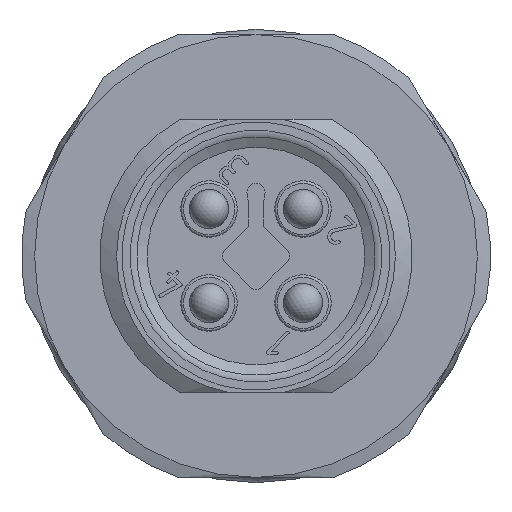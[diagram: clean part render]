
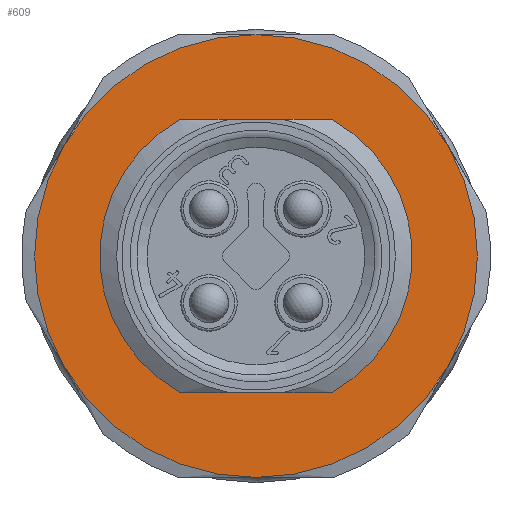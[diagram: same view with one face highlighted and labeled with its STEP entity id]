
A CAD part, left-side view. The second image highlights one B-rep face of the part: STEP entity #609.
In plain terms, the highlighted planar face has unit normal (-1, 0, 0).
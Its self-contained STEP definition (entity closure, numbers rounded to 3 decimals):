
#609=ADVANCED_FACE('',(#1009,#1010),#874,.T.);
#874=PLANE('',#4671);
#1009=FACE_BOUND('',#1140,.T.);
#1010=FACE_BOUND('',#1141,.T.);
#1140=EDGE_LOOP('',(#1702,#1703,#1704,#1705,#1706,#1707));
#1141=EDGE_LOOP('',(#1708,#1709,#1710,#1711));
#1487=CIRCLE('',#4660,6.);
#1489=CIRCLE('',#4663,6.);
#1490=CIRCLE('',#4665,8.5);
#1491=CIRCLE('',#4666,8.5);
#1492=CIRCLE('',#4667,8.5);
#1493=CIRCLE('',#4668,8.5);
#1494=CIRCLE('',#4669,8.5);
#1495=CIRCLE('',#4670,8.5);
#1702=ORIENTED_EDGE('',*,*,#3366,.T.);
#1703=ORIENTED_EDGE('',*,*,#3367,.T.);
#1704=ORIENTED_EDGE('',*,*,#3368,.T.);
#1705=ORIENTED_EDGE('',*,*,#3369,.T.);
#1706=ORIENTED_EDGE('',*,*,#3370,.T.);
#1707=ORIENTED_EDGE('',*,*,#3371,.T.);
#1708=ORIENTED_EDGE('',*,*,#3361,.T.);
#1709=ORIENTED_EDGE('',*,*,#3372,.T.);
#1710=ORIENTED_EDGE('',*,*,#3365,.T.);
#1711=ORIENTED_EDGE('',*,*,#3373,.T.);
#2931=VERTEX_POINT('',#6345);
#2933=VERTEX_POINT('',#6349);
#2935=VERTEX_POINT('',#6354);
#2937=VERTEX_POINT('',#6358);
#2938=VERTEX_POINT('',#6362);
#2939=VERTEX_POINT('',#6363);
#2940=VERTEX_POINT('',#6365);
#2941=VERTEX_POINT('',#6367);
#2942=VERTEX_POINT('',#6369);
#2943=VERTEX_POINT('',#6371);
#3361=EDGE_CURVE('',#2931,#2933,#1487,.T.);
#3365=EDGE_CURVE('',#2935,#2937,#1489,.T.);
#3366=EDGE_CURVE('',#2938,#2939,#1490,.T.);
#3367=EDGE_CURVE('',#2939,#2940,#1491,.T.);
#3368=EDGE_CURVE('',#2940,#2941,#1492,.T.);
#3369=EDGE_CURVE('',#2941,#2942,#1493,.T.);
#3370=EDGE_CURVE('',#2942,#2943,#1494,.T.);
#3371=EDGE_CURVE('',#2943,#2938,#1495,.T.);
#3372=EDGE_CURVE('',#2933,#2935,#3970,.T.);
#3373=EDGE_CURVE('',#2937,#2931,#3971,.T.);
#3970=LINE('',#6373,#4298);
#3971=LINE('',#6374,#4299);
#4298=VECTOR('',#5154,1.);
#4299=VECTOR('',#5155,1.);
#4660=AXIS2_PLACEMENT_3D('',#6350,#5130,#5131);
#4663=AXIS2_PLACEMENT_3D('',#6359,#5138,#5139);
#4665=AXIS2_PLACEMENT_3D('',#6361,#5142,#5143);
#4666=AXIS2_PLACEMENT_3D('',#6364,#5144,#5145);
#4667=AXIS2_PLACEMENT_3D('',#6366,#5146,#5147);
#4668=AXIS2_PLACEMENT_3D('',#6368,#5148,#5149);
#4669=AXIS2_PLACEMENT_3D('',#6370,#5150,#5151);
#4670=AXIS2_PLACEMENT_3D('',#6372,#5152,#5153);
#4671=AXIS2_PLACEMENT_3D('',#6375,#5156,#5157);
#5130=DIRECTION('',(1.,0.,0.));
#5131=DIRECTION('',(0.,0.,1.));
#5138=DIRECTION('',(1.,0.,0.));
#5139=DIRECTION('',(0.,0.,1.));
#5142=DIRECTION('',(-1.,0.,0.));
#5143=DIRECTION('',(0.,0.,1.));
#5144=DIRECTION('',(-1.,0.,0.));
#5145=DIRECTION('',(0.,0.,1.));
#5146=DIRECTION('',(-1.,0.,0.));
#5147=DIRECTION('',(0.,0.,1.));
#5148=DIRECTION('',(-1.,0.,0.));
#5149=DIRECTION('',(0.,0.,1.));
#5150=DIRECTION('',(-1.,0.,0.));
#5151=DIRECTION('',(0.,0.,1.));
#5152=DIRECTION('',(-1.,0.,0.));
#5153=DIRECTION('',(0.,0.,1.));
#5154=DIRECTION('',(0.,1.,0.));
#5155=DIRECTION('',(0.,-1.,0.));
#5156=DIRECTION('',(-1.,0.,0.));
#5157=DIRECTION('',(0.,0.,-1.));
#6345=CARTESIAN_POINT('',(10.,-2.905,5.25));
#6349=CARTESIAN_POINT('',(10.,-2.905,-5.25));
#6350=CARTESIAN_POINT('',(10.,0.,0.));
#6354=CARTESIAN_POINT('',(10.,2.905,-5.25));
#6358=CARTESIAN_POINT('',(10.,2.905,5.25));
#6359=CARTESIAN_POINT('',(10.,0.,0.));
#6361=CARTESIAN_POINT('',(10.,0.,0.));
#6362=CARTESIAN_POINT('',(10.,-7.361,4.25));
#6363=CARTESIAN_POINT('',(10.,0.,8.5));
#6364=CARTESIAN_POINT('',(10.,0.,0.));
#6365=CARTESIAN_POINT('',(10.,7.361,4.25));
#6366=CARTESIAN_POINT('',(10.,0.,0.));
#6367=CARTESIAN_POINT('',(10.,7.361,-4.25));
#6368=CARTESIAN_POINT('',(10.,0.,0.));
#6369=CARTESIAN_POINT('',(10.,0.,-8.5));
#6370=CARTESIAN_POINT('',(10.,0.,0.));
#6371=CARTESIAN_POINT('',(10.,-7.361,-4.25));
#6372=CARTESIAN_POINT('',(10.,0.,0.));
#6373=CARTESIAN_POINT('',(10.,-5.,-5.25));
#6374=CARTESIAN_POINT('',(10.,5.,5.25));
#6375=CARTESIAN_POINT('',(10.,0.,0.));
